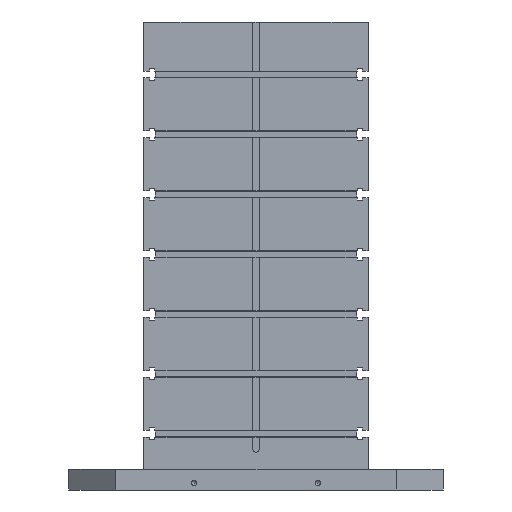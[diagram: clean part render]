
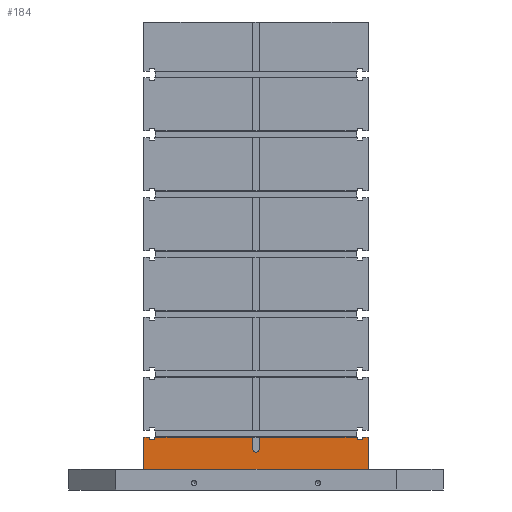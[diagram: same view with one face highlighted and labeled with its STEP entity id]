
A CAD part, front view. The second image highlights one B-rep face of the part: STEP entity #184.
In plain terms, the highlighted planar face has unit normal (0, -1, 0).
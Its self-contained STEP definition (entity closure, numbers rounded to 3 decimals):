
#184 = ADVANCED_FACE( '', ( #1830 ), #1831, .F. );
#1830 = FACE_OUTER_BOUND( '', #4971, .T. );
#1831 = PLANE( '', #4972 );
#4971 = EDGE_LOOP( '', ( #8917, #8918, #8919, #8920, #8921, #8922, #8923, #8924, #8925, #8926, #8927, #8928, #8929, #8930, #8931, #8932 ) );
#4972 = AXIS2_PLACEMENT_3D( '', #8933, #8934, #8935 );
#8917 = ORIENTED_EDGE( '', *, *, #20795, .F. );
#8918 = ORIENTED_EDGE( '', *, *, #20796, .F. );
#8919 = ORIENTED_EDGE( '', *, *, #20797, .T. );
#8920 = ORIENTED_EDGE( '', *, *, #20798, .T. );
#8921 = ORIENTED_EDGE( '', *, *, #20799, .T. );
#8922 = ORIENTED_EDGE( '', *, *, #20800, .T. );
#8923 = ORIENTED_EDGE( '', *, *, #20801, .T. );
#8924 = ORIENTED_EDGE( '', *, *, #20802, .T. );
#8925 = ORIENTED_EDGE( '', *, *, #20803, .F. );
#8926 = ORIENTED_EDGE( '', *, *, #20759, .F. );
#8927 = ORIENTED_EDGE( '', *, *, #20804, .T. );
#8928 = ORIENTED_EDGE( '', *, *, #20805, .F. );
#8929 = ORIENTED_EDGE( '', *, *, #20806, .F. );
#8930 = ORIENTED_EDGE( '', *, *, #20807, .F. );
#8931 = ORIENTED_EDGE( '', *, *, #20808, .T. );
#8932 = ORIENTED_EDGE( '', *, *, #20809, .F. );
#8933 = CARTESIAN_POINT( '', ( -300., -300., 1250. ) );
#8934 = DIRECTION( '', ( 0., 1., 0. ) );
#8935 = DIRECTION( '', ( 0., 0., 1. ) );
#20759 = EDGE_CURVE( '', #25104, #25106, #25107, .T. );
#20795 = EDGE_CURVE( '', #25176, #25177, #25178, .T. );
#20796 = EDGE_CURVE( '', #25179, #25176, #25180, .T. );
#20797 = EDGE_CURVE( '', #25179, #25181, #25182, .T. );
#20798 = EDGE_CURVE( '', #25181, #25183, #25184, .T. );
#20799 = EDGE_CURVE( '', #25183, #25185, #25186, .T. );
#20800 = EDGE_CURVE( '', #25185, #25187, #25188, .T. );
#20801 = EDGE_CURVE( '', #25187, #25189, #25190, .T. );
#20802 = EDGE_CURVE( '', #25189, #25191, #25192, .T. );
#20803 = EDGE_CURVE( '', #25106, #25191, #25193, .T. );
#20804 = EDGE_CURVE( '', #25104, #25194, #25195, .T. );
#20805 = EDGE_CURVE( '', #25196, #25194, #25197, .T. );
#20806 = EDGE_CURVE( '', #25198, #25196, #25199, .T. );
#20807 = EDGE_CURVE( '', #25200, #25198, #25201, .T. );
#20808 = EDGE_CURVE( '', #25200, #25202, #25203, .T. );
#20809 = EDGE_CURVE( '', #25177, #25202, #25204, .T. );
#25104 = VERTEX_POINT( '', #32487 );
#25106 = VERTEX_POINT( '', #32490 );
#25107 = LINE( '', #32491, #32492 );
#25176 = VERTEX_POINT( '', #32595 );
#25177 = VERTEX_POINT( '', #32596 );
#25178 = CIRCLE( '', #32597, 9. );
#25179 = VERTEX_POINT( '', #32598 );
#25180 = LINE( '', #32599, #32600 );
#25181 = VERTEX_POINT( '', #32601 );
#25182 = LINE( '', #32602, #32603 );
#25183 = VERTEX_POINT( '', #32604 );
#25184 = LINE( '', #32605, #32606 );
#25185 = VERTEX_POINT( '', #32607 );
#25186 = LINE( '', #32608, #32609 );
#25187 = VERTEX_POINT( '', #32610 );
#25188 = LINE( '', #32611, #32612 );
#25189 = VERTEX_POINT( '', #32613 );
#25190 = LINE( '', #32614, #32615 );
#25191 = VERTEX_POINT( '', #32616 );
#25192 = LINE( '', #32617, #32618 );
#25193 = LINE( '', #32619, #32620 );
#25194 = VERTEX_POINT( '', #32621 );
#25195 = LINE( '', #32622, #32623 );
#25196 = VERTEX_POINT( '', #32624 );
#25197 = LINE( '', #32625, #32626 );
#25198 = VERTEX_POINT( '', #32627 );
#25199 = LINE( '', #32628, #32629 );
#25200 = VERTEX_POINT( '', #32630 );
#25201 = LINE( '', #32631, #32632 );
#25202 = VERTEX_POINT( '', #32633 );
#25203 = LINE( '', #32634, #32635 );
#25204 = LINE( '', #32636, #32637 );
#32487 = CARTESIAN_POINT( '', ( 300., -300., 141. ) );
#32490 = CARTESIAN_POINT( '', ( 300., -300., 55. ) );
#32491 = CARTESIAN_POINT( '', ( 300., -300., 1250. ) );
#32492 = VECTOR( '', #43094, 1000. );
#32595 = CARTESIAN_POINT( '', ( -9., -300., 110. ) );
#32596 = CARTESIAN_POINT( '', ( 9., -300., 110. ) );
#32597 = AXIS2_PLACEMENT_3D( '', #43132, #43133, #43134 );
#32598 = CARTESIAN_POINT( '', ( -9., -300., 141. ) );
#32599 = CARTESIAN_POINT( '', ( -9., -300., 1250. ) );
#32600 = VECTOR( '', #43135, 1000. );
#32601 = CARTESIAN_POINT( '', ( -270., -300., 141. ) );
#32602 = CARTESIAN_POINT( '', ( 300., -300., 141. ) );
#32603 = VECTOR( '', #43136, 1000. );
#32604 = CARTESIAN_POINT( '', ( -270., -300., 134. ) );
#32605 = CARTESIAN_POINT( '', ( -270., -300., 141. ) );
#32606 = VECTOR( '', #43137, 1000. );
#32607 = CARTESIAN_POINT( '', ( -284., -300., 134. ) );
#32608 = CARTESIAN_POINT( '', ( -270., -300., 134. ) );
#32609 = VECTOR( '', #43138, 1000. );
#32610 = CARTESIAN_POINT( '', ( -284., -300., 141. ) );
#32611 = CARTESIAN_POINT( '', ( -284., -300., 134. ) );
#32612 = VECTOR( '', #43139, 1000. );
#32613 = CARTESIAN_POINT( '', ( -300., -300., 141. ) );
#32614 = CARTESIAN_POINT( '', ( 300., -300., 141. ) );
#32615 = VECTOR( '', #43140, 1000. );
#32616 = CARTESIAN_POINT( '', ( -300., -300., 55. ) );
#32617 = CARTESIAN_POINT( '', ( -300., -300., 1250. ) );
#32618 = VECTOR( '', #43141, 1000. );
#32619 = CARTESIAN_POINT( '', ( -500., -300., 55. ) );
#32620 = VECTOR( '', #43142, 1000. );
#32621 = CARTESIAN_POINT( '', ( 284., -300., 141. ) );
#32622 = CARTESIAN_POINT( '', ( 300., -300., 141. ) );
#32623 = VECTOR( '', #43143, 1000. );
#32624 = CARTESIAN_POINT( '', ( 284., -300., 134. ) );
#32625 = CARTESIAN_POINT( '', ( 284., -300., 134. ) );
#32626 = VECTOR( '', #43144, 1000. );
#32627 = CARTESIAN_POINT( '', ( 270., -300., 134. ) );
#32628 = CARTESIAN_POINT( '', ( 270., -300., 134. ) );
#32629 = VECTOR( '', #43145, 1000. );
#32630 = CARTESIAN_POINT( '', ( 270., -300., 141. ) );
#32631 = CARTESIAN_POINT( '', ( 270., -300., 141. ) );
#32632 = VECTOR( '', #43146, 1000. );
#32633 = CARTESIAN_POINT( '', ( 9., -300., 141. ) );
#32634 = CARTESIAN_POINT( '', ( 300., -300., 141. ) );
#32635 = VECTOR( '', #43147, 1000. );
#32636 = CARTESIAN_POINT( '', ( 9., -300., 1250. ) );
#32637 = VECTOR( '', #43148, 1000. );
#43094 = DIRECTION( '', ( 0., 0., -1. ) );
#43132 = CARTESIAN_POINT( '', ( 0., -300., 110. ) );
#43133 = DIRECTION( '', ( 0., -1., 0. ) );
#43134 = DIRECTION( '', ( -1., 0., 0. ) );
#43135 = DIRECTION( '', ( 0., 0., -1. ) );
#43136 = DIRECTION( '', ( -1., 0., 0. ) );
#43137 = DIRECTION( '', ( 0., 0., -1. ) );
#43138 = DIRECTION( '', ( -1., 0., 0. ) );
#43139 = DIRECTION( '', ( 0., 0., 1. ) );
#43140 = DIRECTION( '', ( -1., 0., 0. ) );
#43141 = DIRECTION( '', ( 0., 0., -1. ) );
#43142 = DIRECTION( '', ( -1., 0., 0. ) );
#43143 = DIRECTION( '', ( -1., 0., 0. ) );
#43144 = DIRECTION( '', ( 0., 0., 1. ) );
#43145 = DIRECTION( '', ( 1., 0., 0. ) );
#43146 = DIRECTION( '', ( 0., 0., -1. ) );
#43147 = DIRECTION( '', ( -1., 0., 0. ) );
#43148 = DIRECTION( '', ( 0., 0., 1. ) );
